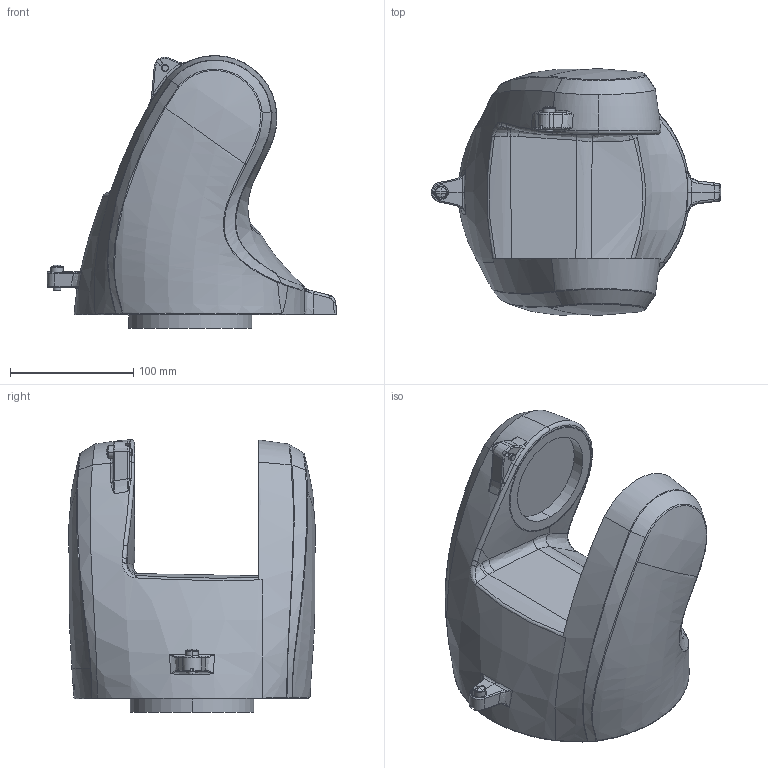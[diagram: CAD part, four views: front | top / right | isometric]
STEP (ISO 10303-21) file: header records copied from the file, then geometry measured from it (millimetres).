
FILE_DESCRIPTION (( 'STEP AP214' ), '1' );
FILE_NAME ('Joint_1.STEP', '2020-02-11T06:49:58', ( '' ), ( '' ), 'SwSTEP 2.0', 'SolidWorks 2019', '' );
FILE_SCHEMA (( 'AUTOMOTIVE_DESIGN' ));
Length unit declared in the file: millimetre
Products named in the file (1): Joint_1
Bounding box: 235.03 x 200 x 221.51 mm (x, y, z)
Volume: 3426460.3 mm3; surface area: 174058.8 mm2
Topology: 1 solids, 1 shells, 410 faces, 946 edges, 540 vertices
Faces by surface type: bspline 211, cylinder 70, plane 70, sphere 28, torus 22, cone 9
Entity records: 28667 total; most frequent: CARTESIAN_POINT 21171, ORIENTED_EDGE 1868, DIRECTION 1127, EDGE_CURVE 934, VERTEX_POINT 539, AXIS2_PLACEMENT_3D 511, B_SPLINE_CURVE_WITH_KNOTS 482, EDGE_LOOP 423
